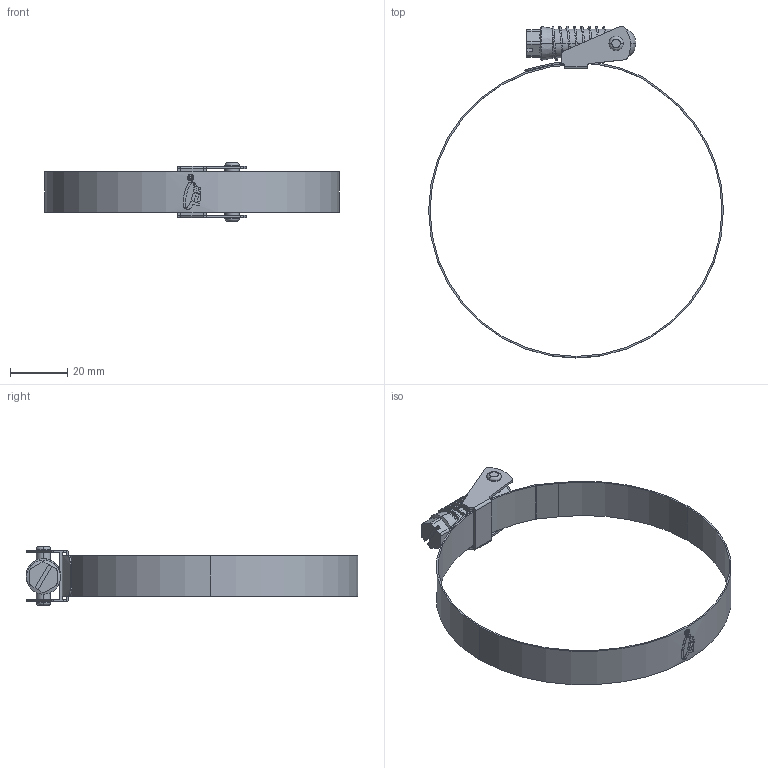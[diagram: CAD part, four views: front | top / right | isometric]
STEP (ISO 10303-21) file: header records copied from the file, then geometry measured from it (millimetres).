
FILE_DESCRIPTION (( 'STEP AP214' ), '1' );
FILE_NAME ('TRI-58-0-SNQR-56.step', '2025-09-05T13:06:47', ( '' ), ( '' ), 'SwSTEP 2.0', 'SolidWorks 2025', '' );
FILE_SCHEMA (( 'AUTOMOTIVE_DESIGN' ));
Length unit declared in the file: millimetre
Products named in the file (1): TRI-58-0-SNQR-56
Bounding box: 103.06 x 116.01 x 20.6 mm (x, y, z)
Volume: 6401.5 mm3; surface area: 14048.9 mm2
Topology: 5 solids, 5 shells, 222 faces, 595 edges, 389 vertices
Faces by surface type: cylinder 112, bspline 56, plane 44, cone 4, torus 4, sphere 2
Entity records: 13690 total; most frequent: CARTESIAN_POINT 8634, ORIENTED_EDGE 1190, DIRECTION 776, EDGE_CURVE 595, VERTEX_POINT 389, AXIS2_PLACEMENT_3D 262, LINE 252, VECTOR 252
